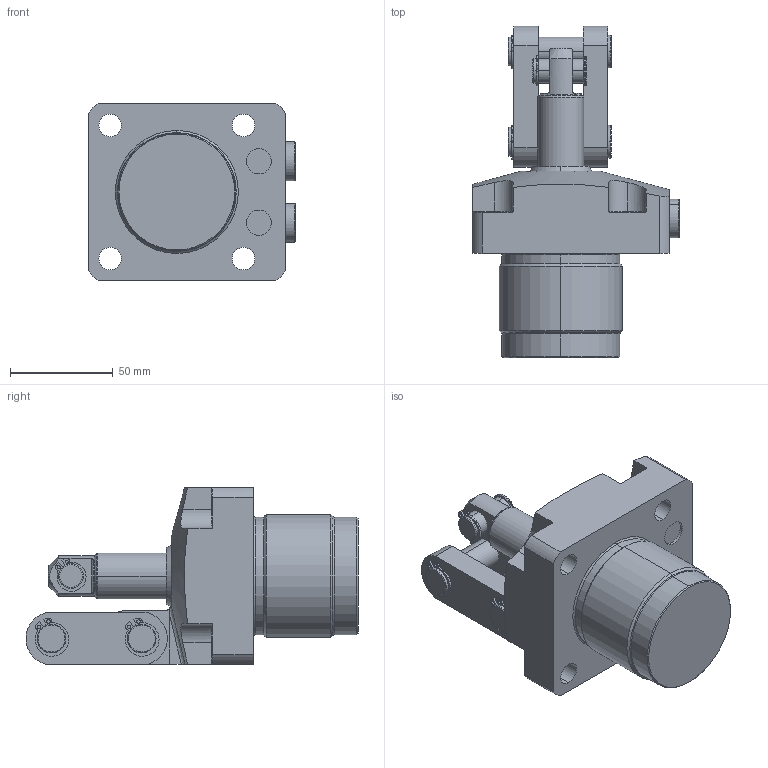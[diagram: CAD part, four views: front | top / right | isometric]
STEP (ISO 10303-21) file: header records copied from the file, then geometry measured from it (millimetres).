
FILE_DESCRIPTION (( 'STEP AP214' ), '1' );
FILE_NAME ('CLW16-R.STEP', '2006-01-11T00:01:44', ( '' ), ( '' ), 'SwSTEP 2.0', 'SolidWorks 2004334', '' );
FILE_SCHEMA (( 'AUTOMOTIVE_DESIGN' ));
Length unit declared in the file: millimetre
Products named in the file (5): CLW16cylinder(R)_蹬怮椔; CLW16link_蹬怮椔; CLW16piston_蹬怮椔; CLW16-R; BSPP-G1-4_蹬怮椔
Assembly tree (5 placements, depth 2):
  CLW16-R
    BSPP-G1-4_蹬怮椔  x2
    CLW16link_蹬怮椔
    CLW16piston_蹬怮椔
    CLW16cylinder(R)_蹬怮椔
Bounding box: 100.8 x 161.95 x 86 mm (x, y, z)
Volume: 477871.1 mm3; surface area: 68727.8 mm2
Topology: 5 solids, 5 shells, 288 faces, 683 edges, 433 vertices
Faces by surface type: cylinder 134, plane 97, torus 30, cone 25, bspline 2
Entity records: 9453 total; most frequent: CARTESIAN_POINT 2878, DIRECTION 1460, ORIENTED_EDGE 1274, EDGE_CURVE 637, AXIS2_PLACEMENT_3D 596, VERTEX_POINT 405, CIRCLE 324, EDGE_LOOP 308
